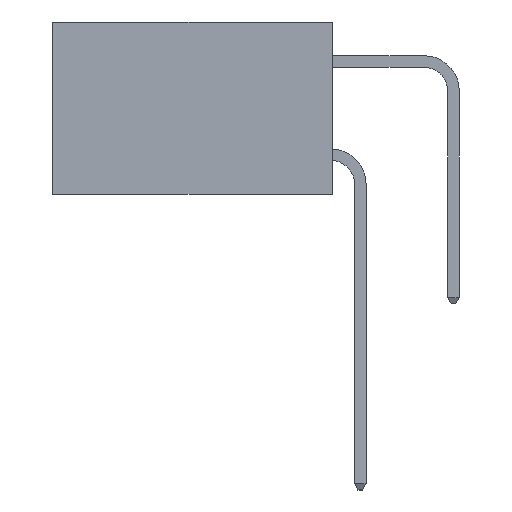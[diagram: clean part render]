
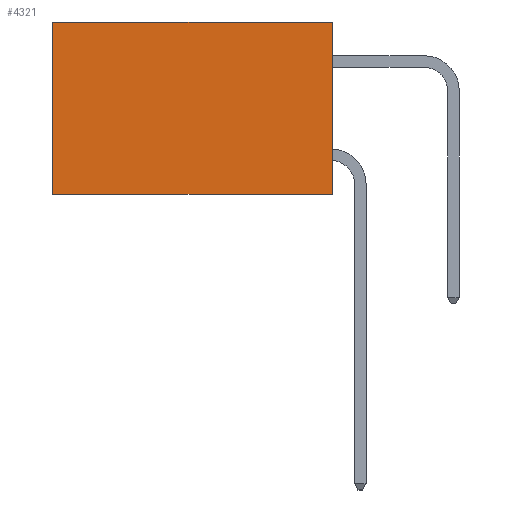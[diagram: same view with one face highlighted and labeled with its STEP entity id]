
A CAD part, left-side view. The second image highlights one B-rep face of the part: STEP entity #4321.
In plain terms, the highlighted planar face has unit normal (-1, 0, 0).
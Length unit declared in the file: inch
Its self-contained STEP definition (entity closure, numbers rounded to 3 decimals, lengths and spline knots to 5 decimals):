
#1507 = EDGE_CURVE ( 'NONE', #2551, #5886, #2637, .T. ) ;
#1630 = LINE ( 'NONE', #9722, #7805 ) ;
#1732 = EDGE_CURVE ( 'NONE', #5886, #7953, #1630, .T. ) ;
#1961 = CARTESIAN_POINT ( 'NONE',  ( 0.2615, 0., -0.37 ) ) ;
#2220 = ORIENTED_EDGE ( 'NONE', *, *, #2820, .F. ) ;
#2551 = VERTEX_POINT ( 'NONE', #5335 ) ;
#2637 = LINE ( 'NONE', #6918, #6937 ) ;
#2799 = EDGE_CURVE ( 'NONE', #9012, #7953, #10167, .T. ) ;
#2820 = EDGE_CURVE ( 'NONE', #2551, #9012, #6384, .T. ) ;
#3141 = FACE_OUTER_BOUND ( 'NONE', #4749, .T. ) ;
#4321 = ADVANCED_FACE ( 'NONE', ( #3141 ), #7113, .F. ) ;
#4524 = ORIENTED_EDGE ( 'NONE', *, *, #1732, .T. ) ;
#4749 = EDGE_LOOP ( 'NONE', ( #4524, #6596, #2220, #6823 ) ) ;
#4933 = DIRECTION ( 'NONE',  ( 1., 0., 0. ) ) ;
#5335 = CARTESIAN_POINT ( 'NONE',  ( 0.2615, 0., 0. ) ) ;
#5638 = DIRECTION ( 'NONE',  ( 0., 0., -1. ) ) ;
#5886 = VERTEX_POINT ( 'NONE', #8287 ) ;
#6068 = CARTESIAN_POINT ( 'NONE',  ( 0.2615, 0., -0.37 ) ) ;
#6384 = LINE ( 'NONE', #6068, #9762 ) ;
#6527 = CARTESIAN_POINT ( 'NONE',  ( 0.2615, 0.6, -0.37 ) ) ;
#6596 = ORIENTED_EDGE ( 'NONE', *, *, #2799, .F. ) ;
#6740 = DIRECTION ( 'NONE',  ( 0., 1., 0. ) ) ;
#6823 = ORIENTED_EDGE ( 'NONE', *, *, #1507, .T. ) ;
#6878 = DIRECTION ( 'NONE',  ( 0., 1., 0. ) ) ;
#6918 = CARTESIAN_POINT ( 'NONE',  ( 0.2615, 0., 0. ) ) ;
#6921 = CARTESIAN_POINT ( 'NONE',  ( 0.2615, 0., -0.37 ) ) ;
#6937 = VECTOR ( 'NONE', #6878, 39.37008 ) ;
#7113 = PLANE ( 'NONE',  #7333 ) ;
#7333 = AXIS2_PLACEMENT_3D ( 'NONE', #1961, #4933, #9999 ) ;
#7805 = VECTOR ( 'NONE', #9197, 39.37008 ) ;
#7953 = VERTEX_POINT ( 'NONE', #6527 ) ;
#8249 = VECTOR ( 'NONE', #6740, 39.37008 ) ;
#8287 = CARTESIAN_POINT ( 'NONE',  ( 0.2615, 0.6, 0. ) ) ;
#9012 = VERTEX_POINT ( 'NONE', #10223 ) ;
#9197 = DIRECTION ( 'NONE',  ( 0., 0., -1. ) ) ;
#9722 = CARTESIAN_POINT ( 'NONE',  ( 0.2615, 0.6, -0.37 ) ) ;
#9762 = VECTOR ( 'NONE', #5638, 39.37008 ) ;
#9999 = DIRECTION ( 'NONE',  ( 0., 0., -1. ) ) ;
#10167 = LINE ( 'NONE', #6921, #8249 ) ;
#10223 = CARTESIAN_POINT ( 'NONE',  ( 0.2615, 0., -0.37 ) ) ;
